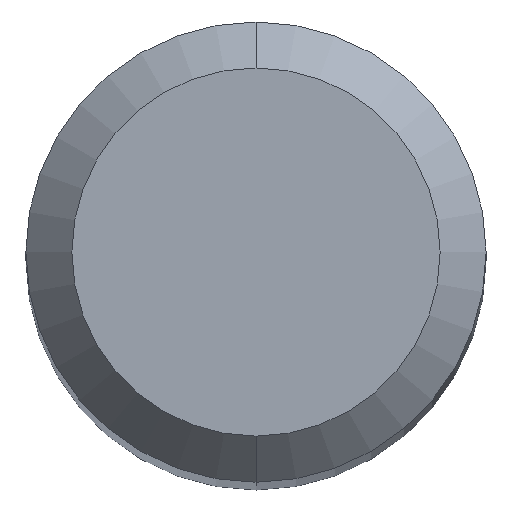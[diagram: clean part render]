
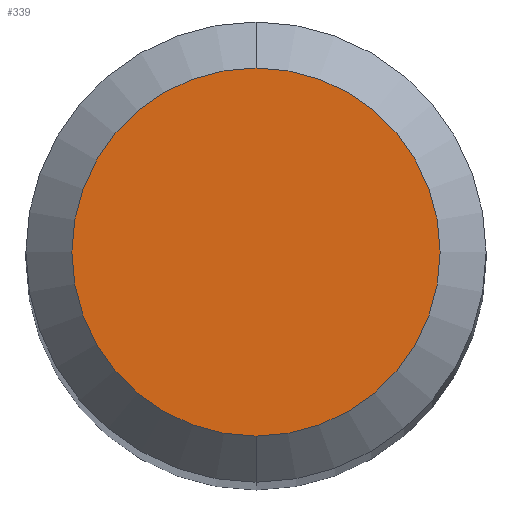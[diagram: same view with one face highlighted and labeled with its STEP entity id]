
A CAD part, top view. The second image highlights one B-rep face of the part: STEP entity #339.
In plain terms, the highlighted planar face has unit normal (0, 0, 1).
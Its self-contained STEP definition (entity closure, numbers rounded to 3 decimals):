
#305=VERTEX_POINT('',#629);
#327=VERTEX_POINT('',#652);
#339=ADVANCED_FACE('',(#665),#666,.T.);
#385=EDGE_CURVE('',#327,#305,#716,.T.);
#421=EDGE_CURVE('',#305,#327,#757,.T.);
#629=CARTESIAN_POINT('',(0.,-1.2,0.0));
#652=CARTESIAN_POINT('',(0.0,1.2,0.0));
#665=FACE_OUTER_BOUND('',#1168,.T.);
#666=PLANE('',#1169);
#716=CIRCLE('',#1239,1.2);
#757=CIRCLE('',#1345,1.2);
#1168=EDGE_LOOP('',(#1659,#1660));
#1169=AXIS2_PLACEMENT_3D('',#1661,#1662,#1663);
#1239=AXIS2_PLACEMENT_3D('',#1728,#1729,#1730);
#1345=AXIS2_PLACEMENT_3D('',#1781,#1782,#1783);
#1659=ORIENTED_EDGE('',*,*,#385,.F.);
#1660=ORIENTED_EDGE('',*,*,#421,.F.);
#1661=CARTESIAN_POINT('',(0.0,0.6,0.0));
#1662=DIRECTION('',(-0.0,0.0,1.0));
#1663=DIRECTION('',(0.0,-1.0,0.0));
#1728=CARTESIAN_POINT('',(0.0,0.0,0.0));
#1729=DIRECTION('',(0.0,0.0,-1.0));
#1730=DIRECTION('',(0.0,1.0,0.0));
#1781=CARTESIAN_POINT('',(0.0,0.0,0.0));
#1782=DIRECTION('',(0.0,0.0,-1.0));
#1783=DIRECTION('',(0.0,1.0,0.0));
